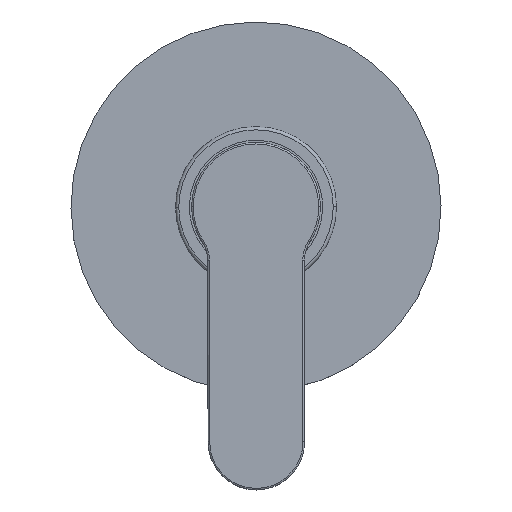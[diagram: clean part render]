
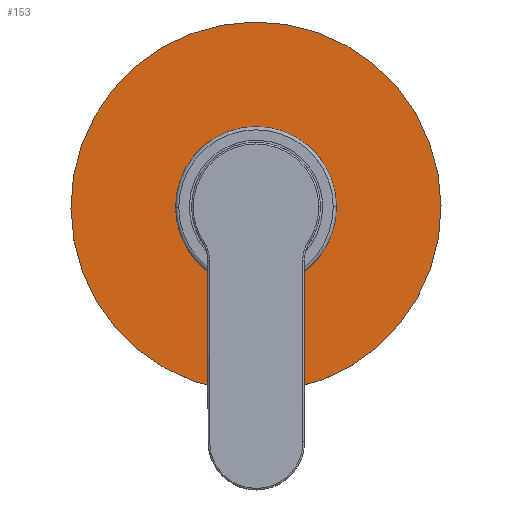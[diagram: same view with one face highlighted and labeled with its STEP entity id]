
A CAD part, top view. The second image highlights one B-rep face of the part: STEP entity #153.
In plain terms, the highlighted planar face has unit normal (0, 0, 1).
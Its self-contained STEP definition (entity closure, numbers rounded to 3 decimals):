
#50 = CARTESIAN_POINT ( 'NONE',  ( 57.5, 0., 7. ) ) ;
#129 = AXIS2_PLACEMENT_3D ( 'NONE', #388, #1606, #418 ) ;
#153 = ADVANCED_FACE ( 'NONE', ( #1797, #766 ), #2394, .T. ) ;
#185 = CARTESIAN_POINT ( 'NONE',  ( 0., 0., 7. ) ) ;
#388 = CARTESIAN_POINT ( 'NONE',  ( 0., 0., 7. ) ) ;
#392 = CARTESIAN_POINT ( 'NONE',  ( 0., 0., 7. ) ) ;
#418 = DIRECTION ( 'NONE',  ( 1., 0., 0. ) ) ;
#571 = CIRCLE ( 'NONE', #2533, 57.5 ) ;
#594 = DIRECTION ( 'NONE',  ( 0., 0., 1. ) ) ;
#615 = ORIENTED_EDGE ( 'NONE', *, *, #1609, .T. ) ;
#621 = VERTEX_POINT ( 'NONE', #1973 ) ;
#729 = AXIS2_PLACEMENT_3D ( 'NONE', #392, #594, #1996 ) ;
#766 = FACE_OUTER_BOUND ( 'NONE', #1934, .T. ) ;
#815 = VERTEX_POINT ( 'NONE', #1084 ) ;
#818 = DIRECTION ( 'NONE',  ( 0., 0., 1. ) ) ;
#943 = AXIS2_PLACEMENT_3D ( 'NONE', #2179, #818, #1185 ) ;
#951 = CARTESIAN_POINT ( 'NONE',  ( 0., 0., 7. ) ) ;
#1004 = EDGE_LOOP ( 'NONE', ( #2601, #2501 ) ) ;
#1053 = EDGE_CURVE ( 'NONE', #621, #1326, #2395, .T. ) ;
#1084 = CARTESIAN_POINT ( 'NONE',  ( -25., 0., 7. ) ) ;
#1135 = CARTESIAN_POINT ( 'NONE',  ( 25., 0., 7. ) ) ;
#1185 = DIRECTION ( 'NONE',  ( 1., 0., 0. ) ) ;
#1279 = CIRCLE ( 'NONE', #1425, 25. ) ;
#1326 = VERTEX_POINT ( 'NONE', #50 ) ;
#1408 = CIRCLE ( 'NONE', #943, 25. ) ;
#1425 = AXIS2_PLACEMENT_3D ( 'NONE', #951, #1926, #2315 ) ;
#1606 = DIRECTION ( 'NONE',  ( 0., 0., 1. ) ) ;
#1609 = EDGE_CURVE ( 'NONE', #1326, #621, #571, .T. ) ;
#1797 = FACE_BOUND ( 'NONE', #1004, .T. ) ;
#1904 = EDGE_CURVE ( 'NONE', #815, #2274, #1408, .T. ) ;
#1926 = DIRECTION ( 'NONE',  ( 0., 0., 1. ) ) ;
#1934 = EDGE_LOOP ( 'NONE', ( #2180, #615 ) ) ;
#1973 = CARTESIAN_POINT ( 'NONE',  ( -57.5, 0., 7. ) ) ;
#1996 = DIRECTION ( 'NONE',  ( 1., 0., 0. ) ) ;
#2179 = CARTESIAN_POINT ( 'NONE',  ( 0., 0., 7. ) ) ;
#2180 = ORIENTED_EDGE ( 'NONE', *, *, #1053, .T. ) ;
#2201 = EDGE_CURVE ( 'NONE', #2274, #815, #1279, .T. ) ;
#2274 = VERTEX_POINT ( 'NONE', #1135 ) ;
#2315 = DIRECTION ( 'NONE',  ( 1., 0., 0. ) ) ;
#2379 = DIRECTION ( 'NONE',  ( 0., 0., 1. ) ) ;
#2394 = PLANE ( 'NONE',  #729 ) ;
#2395 = CIRCLE ( 'NONE', #129, 57.5 ) ;
#2501 = ORIENTED_EDGE ( 'NONE', *, *, #2201, .F. ) ;
#2533 = AXIS2_PLACEMENT_3D ( 'NONE', #185, #2379, #2586 ) ;
#2586 = DIRECTION ( 'NONE',  ( 1., 0., 0. ) ) ;
#2601 = ORIENTED_EDGE ( 'NONE', *, *, #1904, .F. ) ;
